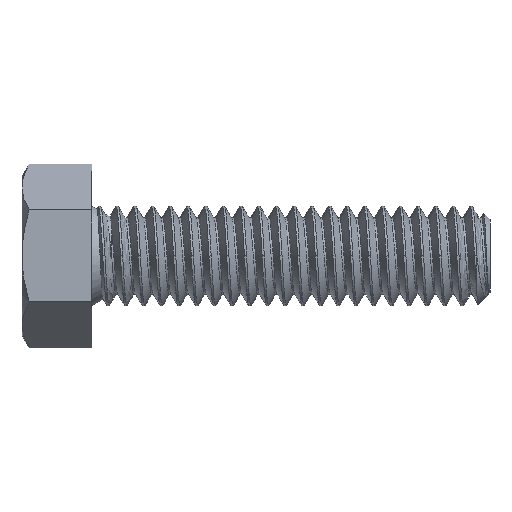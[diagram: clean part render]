
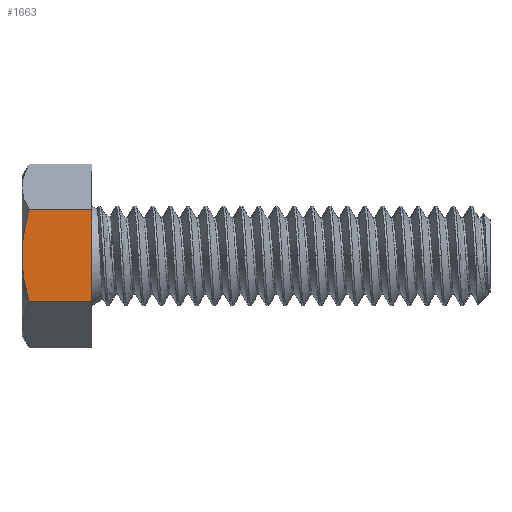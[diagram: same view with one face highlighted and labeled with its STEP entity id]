
A CAD part, top view. The second image highlights one B-rep face of the part: STEP entity #1663.
In plain terms, the highlighted planar face has unit normal (0, 0, 1).
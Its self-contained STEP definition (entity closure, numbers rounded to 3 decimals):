
#22=(
BOUNDED_CURVE()
B_SPLINE_CURVE(2,(#7255,#7256,#7257),.UNSPECIFIED.,.F.,.F.)
B_SPLINE_CURVE_WITH_KNOTS((3,3),(1.085,1.778),
 .UNSPECIFIED.)
CURVE()
GEOMETRIC_REPRESENTATION_ITEM()
RATIONAL_B_SPLINE_CURVE((1.758,1.894,1.894))
REPRESENTATION_ITEM('')
);
#23=(
BOUNDED_CURVE()
B_SPLINE_CURVE(2,(#7264,#7265,#7266),.UNSPECIFIED.,.F.,.F.)
B_SPLINE_CURVE_WITH_KNOTS((3,3),(1.778,2.472),
 .UNSPECIFIED.)
CURVE()
GEOMETRIC_REPRESENTATION_ITEM()
RATIONAL_B_SPLINE_CURVE((1.894,1.894,1.758))
REPRESENTATION_ITEM('')
);
#35=PLANE('',#1795);
#177=FACE_OUTER_BOUND('',#273,.T.);
#273=EDGE_LOOP('',(#1409,#1410,#1411,#1412,#1413));
#473=LINE('',#7259,#580);
#474=LINE('',#7261,#581);
#475=LINE('',#7263,#582);
#580=VECTOR('',#2054,1000.);
#581=VECTOR('',#2055,1000.);
#582=VECTOR('',#2056,1000.);
#786=VERTEX_POINT('',#7253);
#787=VERTEX_POINT('',#7254);
#788=VERTEX_POINT('',#7258);
#789=VERTEX_POINT('',#7260);
#790=VERTEX_POINT('',#7262);
#1004=EDGE_CURVE('',#786,#787,#22,.T.);
#1005=EDGE_CURVE('',#786,#788,#473,.T.);
#1006=EDGE_CURVE('',#788,#789,#474,.T.);
#1007=EDGE_CURVE('',#790,#789,#475,.T.);
#1008=EDGE_CURVE('',#787,#790,#23,.T.);
#1409=ORIENTED_EDGE('',*,*,#1004,.F.);
#1410=ORIENTED_EDGE('',*,*,#1005,.T.);
#1411=ORIENTED_EDGE('',*,*,#1006,.T.);
#1412=ORIENTED_EDGE('',*,*,#1007,.F.);
#1413=ORIENTED_EDGE('',*,*,#1008,.F.);
#1663=ADVANCED_FACE('',(#177),#35,.F.);
#1795=AXIS2_PLACEMENT_3D('',#7252,#2052,#2053);
#2052=DIRECTION('center_axis',(0.,0.,-1.));
#2053=DIRECTION('ref_axis',(0.,1.,0.));
#2054=DIRECTION('',(1.,0.,0.));
#2055=DIRECTION('',(0.,1.,0.));
#2056=DIRECTION('',(1.,0.,0.));
#7252=CARTESIAN_POINT('Origin',(-18.653,-3.666,6.35));
#7253=CARTESIAN_POINT('',(-18.086,-3.666,6.35));
#7254=CARTESIAN_POINT('',(-18.653,0.,6.35));
#7255=CARTESIAN_POINT('Ctrl Pts',(-18.086,-3.666,6.35));
#7256=CARTESIAN_POINT('Ctrl Pts',(-18.653,-1.701,6.35));
#7257=CARTESIAN_POINT('Ctrl Pts',(-18.653,0.,6.35));
#7258=CARTESIAN_POINT('',(-13.097,-3.666,6.35));
#7259=CARTESIAN_POINT('',(-18.653,-3.666,6.35));
#7260=CARTESIAN_POINT('',(-13.097,3.666,6.35));
#7261=CARTESIAN_POINT('',(-13.097,-3.666,6.35));
#7262=CARTESIAN_POINT('',(-18.086,3.666,6.35));
#7263=CARTESIAN_POINT('',(-18.653,3.666,6.35));
#7264=CARTESIAN_POINT('Ctrl Pts',(-18.653,0.,6.35));
#7265=CARTESIAN_POINT('Ctrl Pts',(-18.653,1.701,6.35));
#7266=CARTESIAN_POINT('Ctrl Pts',(-18.086,3.666,6.35));
